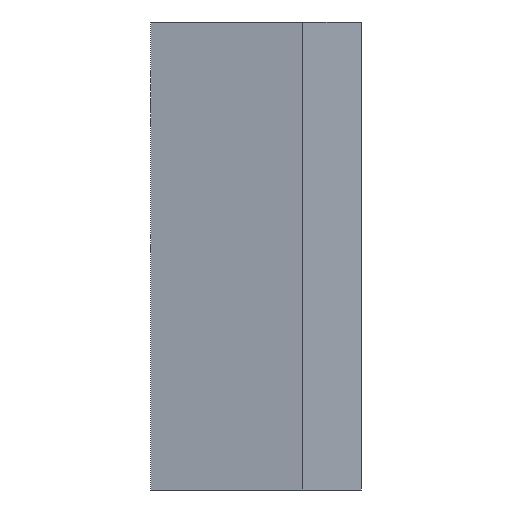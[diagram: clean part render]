
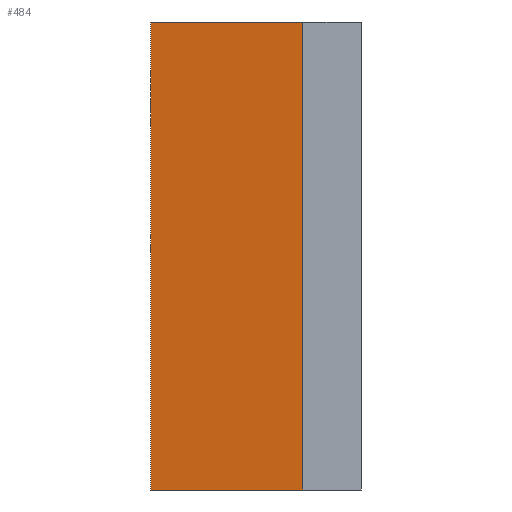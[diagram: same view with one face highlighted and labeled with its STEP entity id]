
A CAD part, left-side view. The second image highlights one B-rep face of the part: STEP entity #484.
In plain terms, the highlighted planar face has unit normal (-0.993, 0.122, 0).
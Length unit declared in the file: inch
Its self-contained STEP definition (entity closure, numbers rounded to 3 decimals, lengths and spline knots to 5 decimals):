
#7=DIRECTION('',(-0.122,-0.993,0.));
#8=VECTOR('',#7,0.13098);
#9=CARTESIAN_POINT('',(0.15596,0.18,-0.2));
#10=LINE('',#9,#8);
#57=DIRECTION('',(0.,0.,1.));
#58=VECTOR('',#57,0.3);
#59=CARTESIAN_POINT('',(0.14,0.05,-0.15));
#60=LINE('',#59,#58);
#64=DIRECTION('',(0.,0.,1.));
#65=VECTOR('',#64,0.4);
#66=CARTESIAN_POINT('',(0.15596,0.18,-0.2));
#67=LINE('',#66,#65);
#190=DIRECTION('',(0.,0.,1.));
#191=VECTOR('',#190,0.05);
#192=CARTESIAN_POINT('',(0.14,0.05,0.15));
#193=LINE('',#192,#191);
#204=DIRECTION('',(0.,0.,1.));
#205=VECTOR('',#204,0.05);
#206=CARTESIAN_POINT('',(0.14,0.05,-0.2));
#207=LINE('',#206,#205);
#211=DIRECTION('',(-0.122,-0.993,0.));
#212=VECTOR('',#211,0.13098);
#213=CARTESIAN_POINT('',(0.15596,0.18,0.2));
#214=LINE('',#213,#212);
#386=CARTESIAN_POINT('',(0.15596,0.18,-0.2));
#387=VERTEX_POINT('',#386);
#388=CARTESIAN_POINT('',(0.14,0.05,-0.2));
#389=VERTEX_POINT('',#388);
#400=CARTESIAN_POINT('',(0.15596,0.18,0.2));
#401=VERTEX_POINT('',#400);
#402=CARTESIAN_POINT('',(0.14,0.05,0.2));
#403=VERTEX_POINT('',#402);
#440=CARTESIAN_POINT('',(0.14,0.05,-0.15));
#441=CARTESIAN_POINT('',(0.14,0.05,0.15));
#442=VERTEX_POINT('',#440);
#443=VERTEX_POINT('',#441);
#466=CARTESIAN_POINT('',(0.15596,0.18,-0.2));
#467=DIRECTION('',(-0.993,0.122,0.));
#468=DIRECTION('',(-0.122,-0.993,0.));
#469=AXIS2_PLACEMENT_3D('',#466,#467,#468);
#470=PLANE('',#469);
#472=ORIENTED_EDGE('',*,*,#471,.F.);
#474=ORIENTED_EDGE('',*,*,#473,.F.);
#475=ORIENTED_EDGE('',*,*,#449,.F.);
#477=ORIENTED_EDGE('',*,*,#476,.T.);
#479=ORIENTED_EDGE('',*,*,#478,.T.);
#481=ORIENTED_EDGE('',*,*,#480,.F.);
#482=EDGE_LOOP('',(#472,#474,#475,#477,#479,#481));
#483=FACE_OUTER_BOUND('',#482,.F.);
#484=ADVANCED_FACE('',(#483),#470,.T.);
#449=EDGE_CURVE('',#387,#389,#10,.T.);
#471=EDGE_CURVE('',#442,#443,#60,.T.);
#473=EDGE_CURVE('',#389,#442,#207,.T.);
#476=EDGE_CURVE('',#387,#401,#67,.T.);
#478=EDGE_CURVE('',#401,#403,#214,.T.);
#480=EDGE_CURVE('',#443,#403,#193,.T.);
